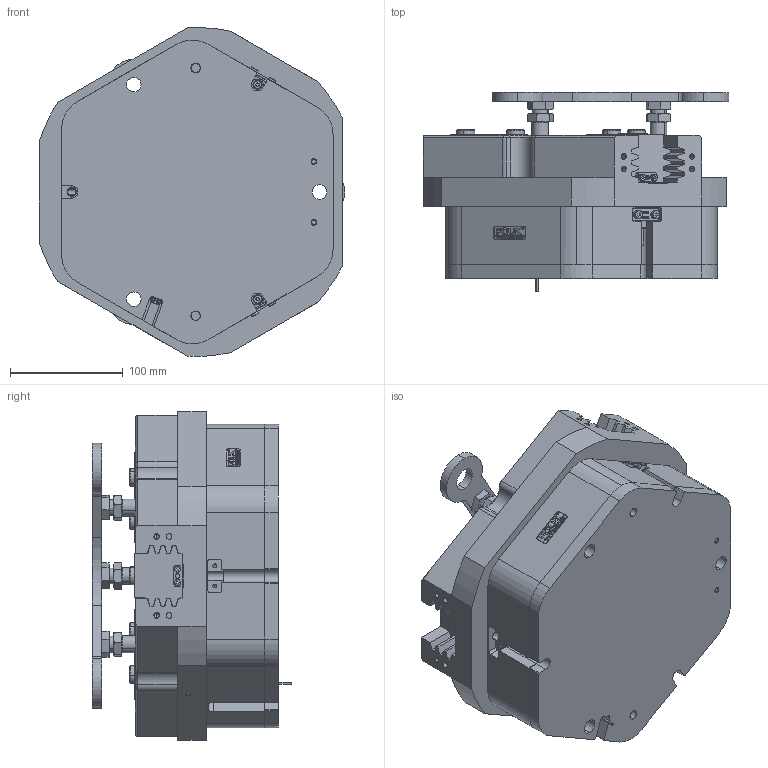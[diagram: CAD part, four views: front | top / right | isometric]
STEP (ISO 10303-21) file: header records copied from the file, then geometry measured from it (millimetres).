
FILE_DESCRIPTION (( 'STEP AP203' ), '1' );
FILE_NAME ('FZ185-292-C45.STEP', '2025-03-31T06:18:31', ( 'USER-' ), ( 'Microsoft' ), 'SwSTEP 2.0', 'SolidWorks 2018', '' );
FILE_SCHEMA (( 'CONFIG_CONTROL_DESIGN' ));
Length unit declared in the file: millimetre
Products named in the file (16): 芢啣; TZT185-292-M-20 囀笢猾啣; 32x12-R2; 电容传感器8x30接近开关; TZT185-292-M-07 芢裝; 棠羲換覜ん; 六角薄螺母_A级和B级[GBT6172_1-2000][M14]_M14; TZT185-292-M-06 笢猾啣; ﾏ擎ﾗ16｡ﾁ12｡ﾁ8; TZT185-292-M-01 褲极; 20241226-M4 M4換覜ん揤輸.step; TZT185-292-M-05 菁裔啣; 内六角圆柱头螺钉[GBT70_1-2008][M4×8]_M4×8; FZ185-292-C45; TZT185-292-M-02 賑輸; TR300-15-1晚假蚾輸
Assembly tree (39 placements, depth 2):
  FZ185-292-C45
    TZT185-292-M-01 褲极
    TZT185-292-M-02 賑輸  x3
    TR300-15-1晚假蚾輸  x3
    TZT185-292-M-06 笢猾啣
    TZT185-292-M-05 菁裔啣
    芢啣
    20241226-M4 M4換覜ん揤輸.step  x2
    TZT185-292-M-20 囀笢猾啣  x3
    TZT185-292-M-07 芢裝  x3
    内六角圆柱头螺钉[GBT70_1-2008][M4×8]_M4×8  x4
    电容传感器8x30接近开关  x2
    32x12-R2
    棠羲換覜ん  x2
    六角薄螺母_A级和B级[GBT6172_1-2000][M14]_M14  x6
    ﾏ擎ﾗ16｡ﾁ12｡ﾁ8  x6
Bounding box: 271.5 x 176.69 x 291.9 mm (x, y, z)
Volume: 6415520.6 mm3; surface area: 588549.7 mm2
Topology: 39 solids, 45 shells, 2600 faces, 6781 edges, 4353 vertices
Faces by surface type: plane 1226, cylinder 604, cone 377, bspline 377, torus 16
Entity records: 63086 total; most frequent: CARTESIAN_POINT 20027, ORIENTED_EDGE 8842, DIRECTION 7741, EDGE_CURVE 4421, VERTEX_POINT 2875, VECTOR 2839, LINE 2839, AXIS2_PLACEMENT_3D 2451
